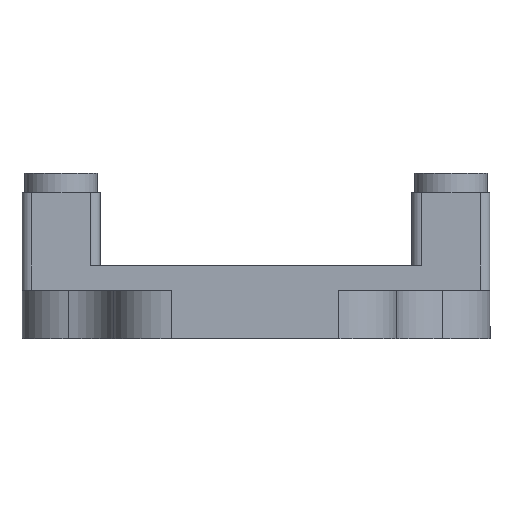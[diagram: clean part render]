
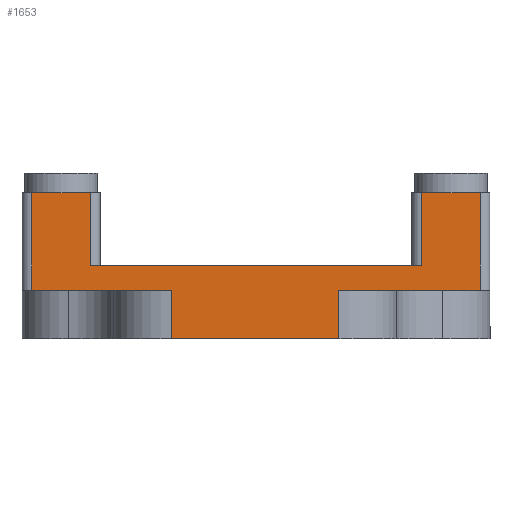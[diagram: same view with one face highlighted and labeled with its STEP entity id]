
A CAD part, left-side view. The second image highlights one B-rep face of the part: STEP entity #1653.
In plain terms, the highlighted planar face has unit normal (-1, 0, 0).
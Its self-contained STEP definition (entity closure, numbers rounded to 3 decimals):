
#34=PLANE('',#1782);
#86=FACE_OUTER_BOUND('',#179,.T.);
#179=EDGE_LOOP('',(#1174,#1175,#1176,#1177,#1178,#1179,#1180,#1181,#1182,
#1183,#1184,#1185,#1186,#1187));
#276=LINE('',#2484,#436);
#306=LINE('',#2580,#466);
#307=LINE('',#2582,#467);
#308=LINE('',#2584,#468);
#309=LINE('',#2586,#469);
#310=LINE('',#2588,#470);
#311=LINE('',#2590,#471);
#312=LINE('',#2592,#472);
#313=LINE('',#2594,#473);
#314=LINE('',#2596,#474);
#315=LINE('',#2598,#475);
#316=LINE('',#2600,#476);
#317=LINE('',#2602,#477);
#318=LINE('',#2603,#478);
#436=VECTOR('',#1958,10.);
#466=VECTOR('',#2038,10.);
#467=VECTOR('',#2039,10.);
#468=VECTOR('',#2040,10.);
#469=VECTOR('',#2041,10.);
#470=VECTOR('',#2042,10.);
#471=VECTOR('',#2043,10.);
#472=VECTOR('',#2044,6.);
#473=VECTOR('',#2045,10.);
#474=VECTOR('',#2046,10.);
#475=VECTOR('',#2047,10.);
#476=VECTOR('',#2048,10.);
#477=VECTOR('',#2049,10.);
#478=VECTOR('',#2050,10.);
#694=VERTEX_POINT('',#2481);
#695=VERTEX_POINT('',#2483);
#736=VERTEX_POINT('',#2579);
#737=VERTEX_POINT('',#2581);
#738=VERTEX_POINT('',#2583);
#739=VERTEX_POINT('',#2585);
#740=VERTEX_POINT('',#2587);
#741=VERTEX_POINT('',#2589);
#742=VERTEX_POINT('',#2591);
#743=VERTEX_POINT('',#2593);
#744=VERTEX_POINT('',#2595);
#745=VERTEX_POINT('',#2597);
#746=VERTEX_POINT('',#2599);
#747=VERTEX_POINT('',#2601);
#860=EDGE_CURVE('',#695,#694,#276,.T.);
#908=EDGE_CURVE('',#695,#736,#306,.T.);
#909=EDGE_CURVE('',#694,#737,#307,.T.);
#910=EDGE_CURVE('',#738,#737,#308,.T.);
#911=EDGE_CURVE('',#739,#738,#309,.T.);
#912=EDGE_CURVE('',#740,#739,#310,.T.);
#913=EDGE_CURVE('',#741,#740,#311,.T.);
#914=EDGE_CURVE('',#742,#741,#312,.T.);
#915=EDGE_CURVE('',#743,#742,#313,.T.);
#916=EDGE_CURVE('',#744,#743,#314,.T.);
#917=EDGE_CURVE('',#745,#744,#315,.T.);
#918=EDGE_CURVE('',#746,#745,#316,.T.);
#919=EDGE_CURVE('',#747,#746,#317,.T.);
#920=EDGE_CURVE('',#736,#747,#318,.T.);
#1174=ORIENTED_EDGE('',*,*,#908,.F.);
#1175=ORIENTED_EDGE('',*,*,#860,.T.);
#1176=ORIENTED_EDGE('',*,*,#909,.T.);
#1177=ORIENTED_EDGE('',*,*,#910,.F.);
#1178=ORIENTED_EDGE('',*,*,#911,.F.);
#1179=ORIENTED_EDGE('',*,*,#912,.F.);
#1180=ORIENTED_EDGE('',*,*,#913,.F.);
#1181=ORIENTED_EDGE('',*,*,#914,.F.);
#1182=ORIENTED_EDGE('',*,*,#915,.F.);
#1183=ORIENTED_EDGE('',*,*,#916,.F.);
#1184=ORIENTED_EDGE('',*,*,#917,.F.);
#1185=ORIENTED_EDGE('',*,*,#918,.F.);
#1186=ORIENTED_EDGE('',*,*,#919,.F.);
#1187=ORIENTED_EDGE('',*,*,#920,.F.);
#1653=ADVANCED_FACE('',(#86),#34,.T.);
#1782=AXIS2_PLACEMENT_3D('',#2578,#2036,#2037);
#1958=DIRECTION('',(0.,1.,0.));
#2036=DIRECTION('center_axis',(-1.,0.,0.));
#2037=DIRECTION('ref_axis',(0.,1.,0.));
#2038=DIRECTION('',(0.,0.,1.));
#2039=DIRECTION('',(0.,0.,1.));
#2040=DIRECTION('',(0.,-1.,0.));
#2041=DIRECTION('',(0.,-1.,0.));
#2042=DIRECTION('',(0.,0.,1.));
#2043=DIRECTION('',(0.,1.,0.));
#2044=DIRECTION('',(0.,0.,1.));
#2045=DIRECTION('',(0.,1.,0.));
#2046=DIRECTION('',(0.,0.,-1.));
#2047=DIRECTION('',(0.,1.,0.));
#2048=DIRECTION('',(0.,0.,-1.));
#2049=DIRECTION('',(0.,-1.,0.));
#2050=DIRECTION('',(0.,-1.,0.));
#2481=CARTESIAN_POINT('',(-14.25,37.,-1.5));
#2483=CARTESIAN_POINT('',(-14.25,3.,-1.5));
#2484=CARTESIAN_POINT('',(-14.25,8.,-1.5));
#2578=CARTESIAN_POINT('Origin',(-14.25,-4.,0.));
#2579=CARTESIAN_POINT('',(-14.25,3.,6.));
#2580=CARTESIAN_POINT('',(-14.25,3.,0.));
#2581=CARTESIAN_POINT('',(-14.25,37.,6.));
#2582=CARTESIAN_POINT('',(-14.25,37.,0.));
#2583=CARTESIAN_POINT('',(-14.25,40.,6.));
#2584=CARTESIAN_POINT('',(-14.25,36.,6.));
#2585=CARTESIAN_POINT('',(-14.25,43.,6.));
#2586=CARTESIAN_POINT('',(-14.25,36.,6.));
#2587=CARTESIAN_POINT('',(-14.25,43.,-4.));
#2588=CARTESIAN_POINT('',(-14.25,43.,0.));
#2589=CARTESIAN_POINT('',(-14.25,28.71,-4.));
#2590=CARTESIAN_POINT('',(-14.25,36.,-4.));
#2591=CARTESIAN_POINT('',(-14.25,28.71,-9.));
#2592=CARTESIAN_POINT('',(-14.25,28.71,-2.));
#2593=CARTESIAN_POINT('',(-14.25,11.5,-9.));
#2594=CARTESIAN_POINT('',(-14.25,-3.,-9.));
#2595=CARTESIAN_POINT('',(-14.25,11.5,-4.));
#2596=CARTESIAN_POINT('',(-14.25,11.5,-2.));
#2597=CARTESIAN_POINT('',(-14.25,-3.,-4.));
#2598=CARTESIAN_POINT('',(-14.25,36.,-4.));
#2599=CARTESIAN_POINT('',(-14.25,-3.,6.));
#2600=CARTESIAN_POINT('',(-14.25,-3.,0.));
#2601=CARTESIAN_POINT('',(-14.25,0.,6.));
#2602=CARTESIAN_POINT('',(-14.25,4.,6.));
#2603=CARTESIAN_POINT('',(-14.25,4.,6.));
